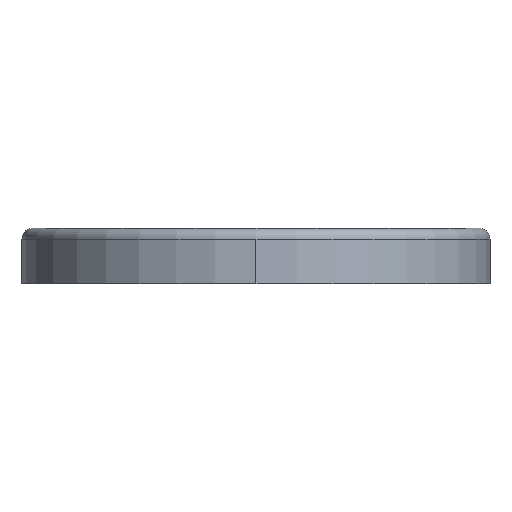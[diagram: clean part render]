
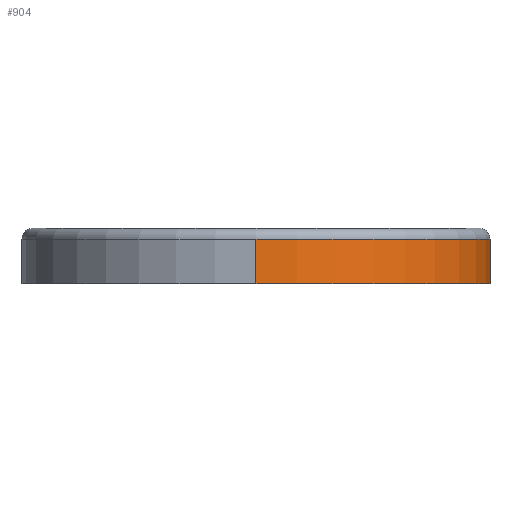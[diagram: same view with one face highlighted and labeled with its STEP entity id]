
A CAD part, left-side view. The second image highlights one B-rep face of the part: STEP entity #904.
In plain terms, the highlighted cylindrical face has radius 10.5 mm (diameter 21 mm), a partial arc.
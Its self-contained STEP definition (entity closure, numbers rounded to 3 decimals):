
#66 = DIRECTION ( 'NONE',  ( 0., 0., -1. ) ) ;
#136 = AXIS2_PLACEMENT_3D ( 'NONE', #526, #583, #221 ) ;
#138 = DIRECTION ( 'NONE',  ( -1., 0., 0. ) ) ;
#182 = CARTESIAN_POINT ( 'NONE',  ( -35., 0., 0. ) ) ;
#184 = ORIENTED_EDGE ( 'NONE', *, *, #593, .T. ) ;
#195 = AXIS2_PLACEMENT_3D ( 'NONE', #926, #273, #138 ) ;
#214 = CIRCLE ( 'NONE', #341, 10.5 ) ;
#221 = DIRECTION ( 'NONE',  ( 1., 0., 0. ) ) ;
#273 = DIRECTION ( 'NONE',  ( 0., 0., -1. ) ) ;
#285 = VERTEX_POINT ( 'NONE', #902 ) ;
#290 = VERTEX_POINT ( 'NONE', #182 ) ;
#341 = AXIS2_PLACEMENT_3D ( 'NONE', #415, #632, #862 ) ;
#362 = CARTESIAN_POINT ( 'NONE',  ( -24.5, -10.5, 0. ) ) ;
#366 = VERTEX_POINT ( 'NONE', #550 ) ;
#385 = VECTOR ( 'NONE', #66, 1000. ) ;
#415 = CARTESIAN_POINT ( 'NONE',  ( -24.5, 0., 2. ) ) ;
#418 = EDGE_CURVE ( 'NONE', #366, #290, #842, .T. ) ;
#420 = CYLINDRICAL_SURFACE ( 'NONE', #195, 10.5 ) ;
#450 = EDGE_CURVE ( 'NONE', #285, #366, #214, .T. ) ;
#469 = CIRCLE ( 'NONE', #136, 10.5 ) ;
#477 = ORIENTED_EDGE ( 'NONE', *, *, #418, .T. ) ;
#526 = CARTESIAN_POINT ( 'NONE',  ( -24.5, 0., 0. ) ) ;
#547 = CARTESIAN_POINT ( 'NONE',  ( -24.5, -10.5, 2.5 ) ) ;
#550 = CARTESIAN_POINT ( 'NONE',  ( -35., 0., 2. ) ) ;
#558 = FACE_OUTER_BOUND ( 'NONE', #610, .T. ) ;
#583 = DIRECTION ( 'NONE',  ( 0., 0., 1. ) ) ;
#593 = EDGE_CURVE ( 'NONE', #290, #788, #469, .T. ) ;
#610 = EDGE_LOOP ( 'NONE', ( #915, #477, #184, #761 ) ) ;
#632 = DIRECTION ( 'NONE',  ( 0., 0., -1. ) ) ;
#702 = DIRECTION ( 'NONE',  ( 0., 0., -1. ) ) ;
#761 = ORIENTED_EDGE ( 'NONE', *, *, #809, .F. ) ;
#788 = VERTEX_POINT ( 'NONE', #362 ) ;
#790 = CARTESIAN_POINT ( 'NONE',  ( -35., 0., 2.5 ) ) ;
#809 = EDGE_CURVE ( 'NONE', #285, #788, #933, .T. ) ;
#842 = LINE ( 'NONE', #790, #385 ) ;
#862 = DIRECTION ( 'NONE',  ( 1., 0., 0. ) ) ;
#902 = CARTESIAN_POINT ( 'NONE',  ( -24.5, -10.5, 2. ) ) ;
#904 = ADVANCED_FACE ( 'NONE', ( #558 ), #420, .T. ) ;
#915 = ORIENTED_EDGE ( 'NONE', *, *, #450, .T. ) ;
#926 = CARTESIAN_POINT ( 'NONE',  ( -24.5, 0., 2.5 ) ) ;
#933 = LINE ( 'NONE', #547, #934 ) ;
#934 = VECTOR ( 'NONE', #702, 1000. ) ;
